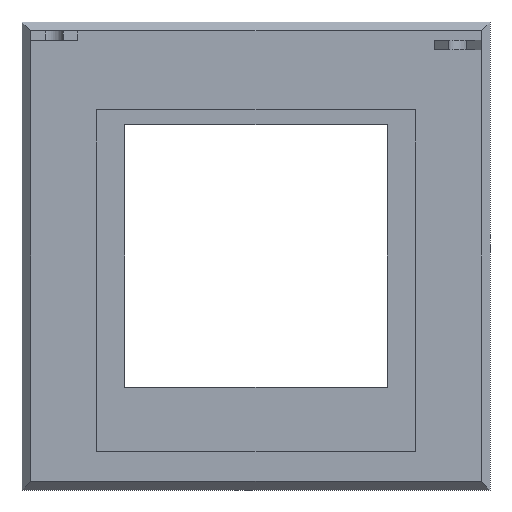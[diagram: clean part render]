
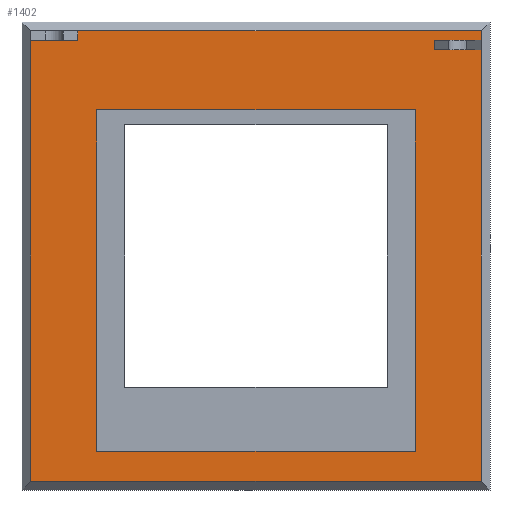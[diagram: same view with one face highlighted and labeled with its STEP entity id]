
A CAD part, left-side view. The second image highlights one B-rep face of the part: STEP entity #1402.
In plain terms, the highlighted planar face has unit normal (-1, 0, 0).
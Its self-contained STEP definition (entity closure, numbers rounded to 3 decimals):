
#690 = PLANE('',#691);
#691 = AXIS2_PLACEMENT_3D('',#692,#693,#694);
#692 = CARTESIAN_POINT('',(24.05,17.,-8.45));
#693 = DIRECTION('',(0.,0.,-1.));
#694 = DIRECTION('',(0.,-1.,0.));
#718 = PLANE('',#719);
#719 = AXIS2_PLACEMENT_3D('',#720,#721,#722);
#720 = CARTESIAN_POINT('',(24.05,-17.,-8.45));
#721 = DIRECTION('',(0.,1.,0.));
#722 = DIRECTION('',(0.,0.,-1.));
#746 = PLANE('',#747);
#747 = AXIS2_PLACEMENT_3D('',#748,#749,#750);
#748 = CARTESIAN_POINT('',(24.05,-17.,-44.9));
#749 = DIRECTION('',(0.,0.,1.));
#750 = DIRECTION('',(0.,1.,0.));
#772 = PLANE('',#773);
#773 = AXIS2_PLACEMENT_3D('',#774,#775,#776);
#774 = CARTESIAN_POINT('',(24.05,17.,-44.9));
#775 = DIRECTION('',(0.,-1.,0.));
#776 = DIRECTION('',(0.,0.,1.));
#854 = PLANE('',#855);
#855 = AXIS2_PLACEMENT_3D('',#856,#857,#858);
#856 = CARTESIAN_POINT('',(24.525,-24.525,-49.05));
#857 = DIRECTION('',(-0.707,-0.707,0.));
#858 = DIRECTION('',(0.,0.,1.));
#908 = PLANE('',#909);
#909 = AXIS2_PLACEMENT_3D('',#910,#911,#912);
#910 = CARTESIAN_POINT('',(24.525,25.,-48.575));
#911 = DIRECTION('',(-0.707,0.,-0.707));
#912 = DIRECTION('',(0.,-1.,0.));
#962 = PLANE('',#963);
#963 = AXIS2_PLACEMENT_3D('',#964,#965,#966);
#964 = CARTESIAN_POINT('',(24.525,-25.,0.475));
#965 = DIRECTION('',(-0.707,0.,0.707));
#966 = DIRECTION('',(0.,1.,0.));
#994 = PLANE('',#995);
#995 = AXIS2_PLACEMENT_3D('',#996,#997,#998);
#996 = CARTESIAN_POINT('',(24.525,24.525,0.95));
#997 = DIRECTION('',(-0.707,0.707,0.));
#998 = DIRECTION('',(0.,0.,-1.));
#1010 = VERTEX_POINT('',#1011);
#1011 = CARTESIAN_POINT('',(24.05,17.,-8.45));
#1034 = VERTEX_POINT('',#1035);
#1035 = CARTESIAN_POINT('',(24.05,-17.,-8.45));
#1056 = EDGE_CURVE('',#1010,#1034,#1057,.T.);
#1057 = SURFACE_CURVE('',#1058,(#1062,#1069),.PCURVE_S1.);
#1058 = LINE('',#1059,#1060);
#1059 = CARTESIAN_POINT('',(24.05,17.,-8.45));
#1060 = VECTOR('',#1061,1.);
#1061 = DIRECTION('',(0.,-1.,0.));
#1062 = PCURVE('',#690,#1063);
#1063 = DEFINITIONAL_REPRESENTATION('',(#1064),#1068);
#1064 = LINE('',#1065,#1066);
#1065 = CARTESIAN_POINT('',(0.,0.));
#1066 = VECTOR('',#1067,1.);
#1067 = DIRECTION('',(1.,0.));
#1068 = ( GEOMETRIC_REPRESENTATION_CONTEXT(2) 
PARAMETRIC_REPRESENTATION_CONTEXT() REPRESENTATION_CONTEXT('2D SPACE',''
  ) );
#1069 = PCURVE('',#1070,#1075);
#1070 = PLANE('',#1071);
#1071 = AXIS2_PLACEMENT_3D('',#1072,#1073,#1074);
#1072 = CARTESIAN_POINT('',(24.05,0.,-24.05));
#1073 = DIRECTION('',(-1.,0.,0.));
#1074 = DIRECTION('',(0.,1.,0.));
#1075 = DEFINITIONAL_REPRESENTATION('',(#1076),#1080);
#1076 = LINE('',#1077,#1078);
#1077 = CARTESIAN_POINT('',(17.,-15.6));
#1078 = VECTOR('',#1079,1.);
#1079 = DIRECTION('',(-1.,0.));
#1080 = ( GEOMETRIC_REPRESENTATION_CONTEXT(2) 
PARAMETRIC_REPRESENTATION_CONTEXT() REPRESENTATION_CONTEXT('2D SPACE',''
  ) );
#1086 = VERTEX_POINT('',#1087);
#1087 = CARTESIAN_POINT('',(24.05,17.,-44.9));
#1110 = EDGE_CURVE('',#1086,#1010,#1111,.T.);
#1111 = SURFACE_CURVE('',#1112,(#1116,#1123),.PCURVE_S1.);
#1112 = LINE('',#1113,#1114);
#1113 = CARTESIAN_POINT('',(24.05,17.,-44.9));
#1114 = VECTOR('',#1115,1.);
#1115 = DIRECTION('',(0.,0.,1.));
#1116 = PCURVE('',#772,#1117);
#1117 = DEFINITIONAL_REPRESENTATION('',(#1118),#1122);
#1118 = LINE('',#1119,#1120);
#1119 = CARTESIAN_POINT('',(0.,0.));
#1120 = VECTOR('',#1121,1.);
#1121 = DIRECTION('',(1.,0.));
#1122 = ( GEOMETRIC_REPRESENTATION_CONTEXT(2) 
PARAMETRIC_REPRESENTATION_CONTEXT() REPRESENTATION_CONTEXT('2D SPACE',''
  ) );
#1123 = PCURVE('',#1070,#1124);
#1124 = DEFINITIONAL_REPRESENTATION('',(#1125),#1129);
#1125 = LINE('',#1126,#1127);
#1126 = CARTESIAN_POINT('',(17.,20.85));
#1127 = VECTOR('',#1128,1.);
#1128 = DIRECTION('',(0.,-1.));
#1129 = ( GEOMETRIC_REPRESENTATION_CONTEXT(2) 
PARAMETRIC_REPRESENTATION_CONTEXT() REPRESENTATION_CONTEXT('2D SPACE',''
  ) );
#1137 = VERTEX_POINT('',#1138);
#1138 = CARTESIAN_POINT('',(24.05,-17.,-44.9));
#1159 = EDGE_CURVE('',#1034,#1137,#1160,.T.);
#1160 = SURFACE_CURVE('',#1161,(#1165,#1172),.PCURVE_S1.);
#1161 = LINE('',#1162,#1163);
#1162 = CARTESIAN_POINT('',(24.05,-17.,-8.45));
#1163 = VECTOR('',#1164,1.);
#1164 = DIRECTION('',(0.,0.,-1.));
#1165 = PCURVE('',#718,#1166);
#1166 = DEFINITIONAL_REPRESENTATION('',(#1167),#1171);
#1167 = LINE('',#1168,#1169);
#1168 = CARTESIAN_POINT('',(0.,0.));
#1169 = VECTOR('',#1170,1.);
#1170 = DIRECTION('',(1.,0.));
#1171 = ( GEOMETRIC_REPRESENTATION_CONTEXT(2) 
PARAMETRIC_REPRESENTATION_CONTEXT() REPRESENTATION_CONTEXT('2D SPACE',''
  ) );
#1172 = PCURVE('',#1070,#1173);
#1173 = DEFINITIONAL_REPRESENTATION('',(#1174),#1178);
#1174 = LINE('',#1175,#1176);
#1175 = CARTESIAN_POINT('',(-17.,-15.6));
#1176 = VECTOR('',#1177,1.);
#1177 = DIRECTION('',(0.,1.));
#1178 = ( GEOMETRIC_REPRESENTATION_CONTEXT(2) 
PARAMETRIC_REPRESENTATION_CONTEXT() REPRESENTATION_CONTEXT('2D SPACE',''
  ) );
#1186 = EDGE_CURVE('',#1137,#1086,#1187,.T.);
#1187 = SURFACE_CURVE('',#1188,(#1192,#1199),.PCURVE_S1.);
#1188 = LINE('',#1189,#1190);
#1189 = CARTESIAN_POINT('',(24.05,-17.,-44.9));
#1190 = VECTOR('',#1191,1.);
#1191 = DIRECTION('',(0.,1.,0.));
#1192 = PCURVE('',#746,#1193);
#1193 = DEFINITIONAL_REPRESENTATION('',(#1194),#1198);
#1194 = LINE('',#1195,#1196);
#1195 = CARTESIAN_POINT('',(0.,-0.));
#1196 = VECTOR('',#1197,1.);
#1197 = DIRECTION('',(1.,0.));
#1198 = ( GEOMETRIC_REPRESENTATION_CONTEXT(2) 
PARAMETRIC_REPRESENTATION_CONTEXT() REPRESENTATION_CONTEXT('2D SPACE',''
  ) );
#1199 = PCURVE('',#1070,#1200);
#1200 = DEFINITIONAL_REPRESENTATION('',(#1201),#1205);
#1201 = LINE('',#1202,#1203);
#1202 = CARTESIAN_POINT('',(-17.,20.85));
#1203 = VECTOR('',#1204,1.);
#1204 = DIRECTION('',(1.,0.));
#1205 = ( GEOMETRIC_REPRESENTATION_CONTEXT(2) 
PARAMETRIC_REPRESENTATION_CONTEXT() REPRESENTATION_CONTEXT('2D SPACE',''
  ) );
#1211 = VERTEX_POINT('',#1212);
#1212 = CARTESIAN_POINT('',(24.05,-24.05,-48.1));
#1235 = VERTEX_POINT('',#1236);
#1236 = CARTESIAN_POINT('',(24.05,-24.05,0.));
#1257 = EDGE_CURVE('',#1211,#1235,#1258,.T.);
#1258 = SURFACE_CURVE('',#1259,(#1263,#1270),.PCURVE_S1.);
#1259 = LINE('',#1260,#1261);
#1260 = CARTESIAN_POINT('',(24.05,-24.05,-49.05));
#1261 = VECTOR('',#1262,1.);
#1262 = DIRECTION('',(0.,0.,1.));
#1263 = PCURVE('',#854,#1264);
#1264 = DEFINITIONAL_REPRESENTATION('',(#1265),#1269);
#1265 = LINE('',#1266,#1267);
#1266 = CARTESIAN_POINT('',(0.,0.672));
#1267 = VECTOR('',#1268,1.);
#1268 = DIRECTION('',(1.,0.));
#1269 = ( GEOMETRIC_REPRESENTATION_CONTEXT(2) 
PARAMETRIC_REPRESENTATION_CONTEXT() REPRESENTATION_CONTEXT('2D SPACE',''
  ) );
#1270 = PCURVE('',#1070,#1271);
#1271 = DEFINITIONAL_REPRESENTATION('',(#1272),#1276);
#1272 = LINE('',#1273,#1274);
#1273 = CARTESIAN_POINT('',(-24.05,25.));
#1274 = VECTOR('',#1275,1.);
#1275 = DIRECTION('',(0.,-1.));
#1276 = ( GEOMETRIC_REPRESENTATION_CONTEXT(2) 
PARAMETRIC_REPRESENTATION_CONTEXT() REPRESENTATION_CONTEXT('2D SPACE',''
  ) );
#1282 = VERTEX_POINT('',#1283);
#1283 = CARTESIAN_POINT('',(24.05,24.05,-48.1));
#1306 = EDGE_CURVE('',#1282,#1211,#1307,.T.);
#1307 = SURFACE_CURVE('',#1308,(#1312,#1319),.PCURVE_S1.);
#1308 = LINE('',#1309,#1310);
#1309 = CARTESIAN_POINT('',(24.05,25.,-48.1));
#1310 = VECTOR('',#1311,1.);
#1311 = DIRECTION('',(0.,-1.,0.));
#1312 = PCURVE('',#908,#1313);
#1313 = DEFINITIONAL_REPRESENTATION('',(#1314),#1318);
#1314 = LINE('',#1315,#1316);
#1315 = CARTESIAN_POINT('',(0.,0.672));
#1316 = VECTOR('',#1317,1.);
#1317 = DIRECTION('',(1.,0.));
#1318 = ( GEOMETRIC_REPRESENTATION_CONTEXT(2) 
PARAMETRIC_REPRESENTATION_CONTEXT() REPRESENTATION_CONTEXT('2D SPACE',''
  ) );
#1319 = PCURVE('',#1070,#1320);
#1320 = DEFINITIONAL_REPRESENTATION('',(#1321),#1325);
#1321 = LINE('',#1322,#1323);
#1322 = CARTESIAN_POINT('',(25.,24.05));
#1323 = VECTOR('',#1324,1.);
#1324 = DIRECTION('',(-1.,0.));
#1325 = ( GEOMETRIC_REPRESENTATION_CONTEXT(2) 
PARAMETRIC_REPRESENTATION_CONTEXT() REPRESENTATION_CONTEXT('2D SPACE',''
  ) );
#1333 = VERTEX_POINT('',#1334);
#1334 = CARTESIAN_POINT('',(24.05,24.05,0.));
#1355 = EDGE_CURVE('',#1235,#1333,#1356,.T.);
#1356 = SURFACE_CURVE('',#1357,(#1361,#1368),.PCURVE_S1.);
#1357 = LINE('',#1358,#1359);
#1358 = CARTESIAN_POINT('',(24.05,-25.,0.));
#1359 = VECTOR('',#1360,1.);
#1360 = DIRECTION('',(0.,1.,0.));
#1361 = PCURVE('',#962,#1362);
#1362 = DEFINITIONAL_REPRESENTATION('',(#1363),#1367);
#1363 = LINE('',#1364,#1365);
#1364 = CARTESIAN_POINT('',(0.,0.672));
#1365 = VECTOR('',#1366,1.);
#1366 = DIRECTION('',(1.,0.));
#1367 = ( GEOMETRIC_REPRESENTATION_CONTEXT(2) 
PARAMETRIC_REPRESENTATION_CONTEXT() REPRESENTATION_CONTEXT('2D SPACE',''
  ) );
#1368 = PCURVE('',#1070,#1369);
#1369 = DEFINITIONAL_REPRESENTATION('',(#1370),#1374);
#1370 = LINE('',#1371,#1372);
#1371 = CARTESIAN_POINT('',(-25.,-24.05));
#1372 = VECTOR('',#1373,1.);
#1373 = DIRECTION('',(1.,0.));
#1374 = ( GEOMETRIC_REPRESENTATION_CONTEXT(2) 
PARAMETRIC_REPRESENTATION_CONTEXT() REPRESENTATION_CONTEXT('2D SPACE',''
  ) );
#1382 = EDGE_CURVE('',#1333,#1282,#1383,.T.);
#1383 = SURFACE_CURVE('',#1384,(#1388,#1395),.PCURVE_S1.);
#1384 = LINE('',#1385,#1386);
#1385 = CARTESIAN_POINT('',(24.05,24.05,0.95));
#1386 = VECTOR('',#1387,1.);
#1387 = DIRECTION('',(0.,0.,-1.));
#1388 = PCURVE('',#994,#1389);
#1389 = DEFINITIONAL_REPRESENTATION('',(#1390),#1394);
#1390 = LINE('',#1391,#1392);
#1391 = CARTESIAN_POINT('',(0.,0.672));
#1392 = VECTOR('',#1393,1.);
#1393 = DIRECTION('',(1.,0.));
#1394 = ( GEOMETRIC_REPRESENTATION_CONTEXT(2) 
PARAMETRIC_REPRESENTATION_CONTEXT() REPRESENTATION_CONTEXT('2D SPACE',''
  ) );
#1395 = PCURVE('',#1070,#1396);
#1396 = DEFINITIONAL_REPRESENTATION('',(#1397),#1401);
#1397 = LINE('',#1398,#1399);
#1398 = CARTESIAN_POINT('',(24.05,-25.));
#1399 = VECTOR('',#1400,1.);
#1400 = DIRECTION('',(0.,1.));
#1401 = ( GEOMETRIC_REPRESENTATION_CONTEXT(2) 
PARAMETRIC_REPRESENTATION_CONTEXT() REPRESENTATION_CONTEXT('2D SPACE',''
  ) );
#1402 = ADVANCED_FACE('',(#1403,#1409),#1070,.T.);
#1403 = FACE_BOUND('',#1404,.T.);
#1404 = EDGE_LOOP('',(#1405,#1406,#1407,#1408));
#1405 = ORIENTED_EDGE('',*,*,#1257,.T.);
#1406 = ORIENTED_EDGE('',*,*,#1355,.T.);
#1407 = ORIENTED_EDGE('',*,*,#1382,.T.);
#1408 = ORIENTED_EDGE('',*,*,#1306,.T.);
#1409 = FACE_BOUND('',#1410,.T.);
#1410 = EDGE_LOOP('',(#1411,#1412,#1413,#1414));
#1411 = ORIENTED_EDGE('',*,*,#1110,.T.);
#1412 = ORIENTED_EDGE('',*,*,#1056,.T.);
#1413 = ORIENTED_EDGE('',*,*,#1159,.T.);
#1414 = ORIENTED_EDGE('',*,*,#1186,.T.);
